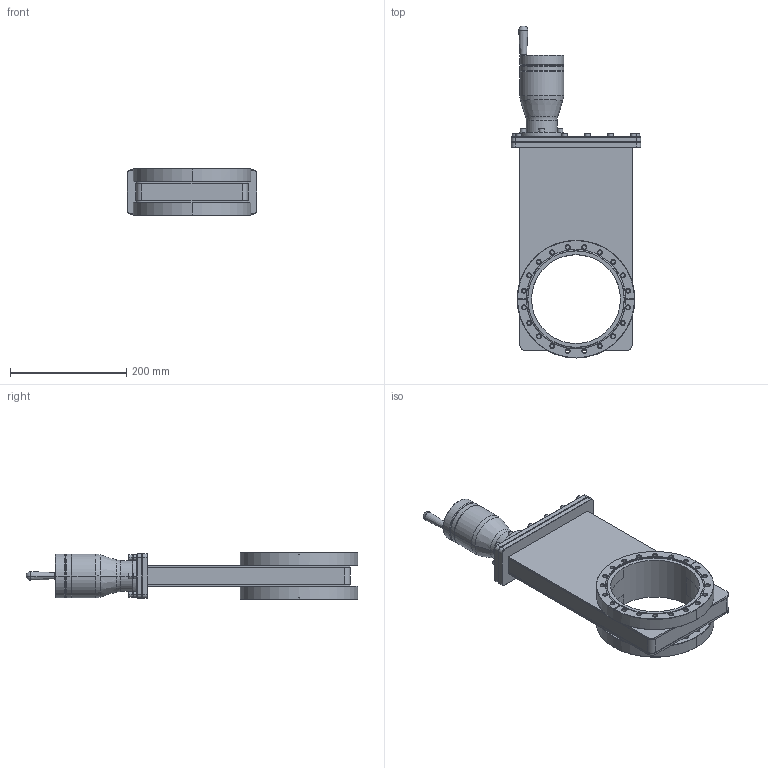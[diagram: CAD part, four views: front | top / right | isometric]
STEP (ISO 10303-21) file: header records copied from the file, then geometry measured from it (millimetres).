
FILE_DESCRIPTION((''),'2;1');
FILE_NAME('11110-0600','2011-01-25T',('jd'),(''),'PRO/ENGINEER BY PARAMETRIC TECHNOLOGY CORPORATION, 2010280','PRO/ENGINEER BY PARAMETRIC TECHNOLOGY CORPORATION, 2010280','');
FILE_SCHEMA(('CONFIG_CONTROL_DESIGN'));
Length unit declared in the file: inch
Products named in the file (1): 11110-0600
Bounding box: 222.25 x 571.42 x 80.39 mm (x, y, z)
Volume: 3157079 mm3; surface area: 329899.4 mm2
Topology: 1 solids, 41 shells, 695 faces, 1624 edges, 1034 vertices
Faces by surface type: plane 283, cylinder 236, cone 158, torus 14, bspline 2, sphere 2
Entity records: 20557 total; most frequent: CARTESIAN_POINT 4313, DIRECTION 3588, ORIENTED_EDGE 3068, EDGE_CURVE 1622, AXIS2_PLACEMENT_3D 1379, VERTEX_POINT 1034, VECTOR 830, LINE 830
